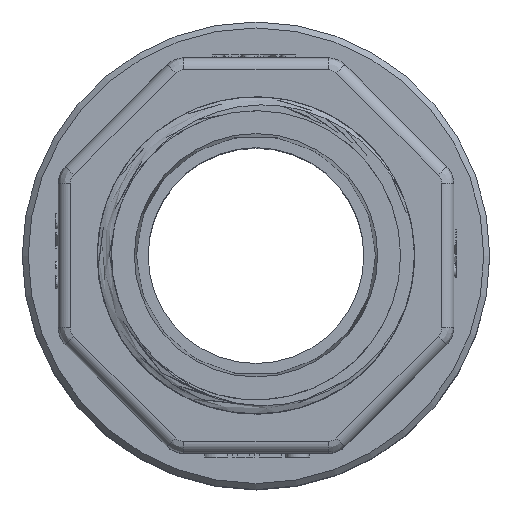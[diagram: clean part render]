
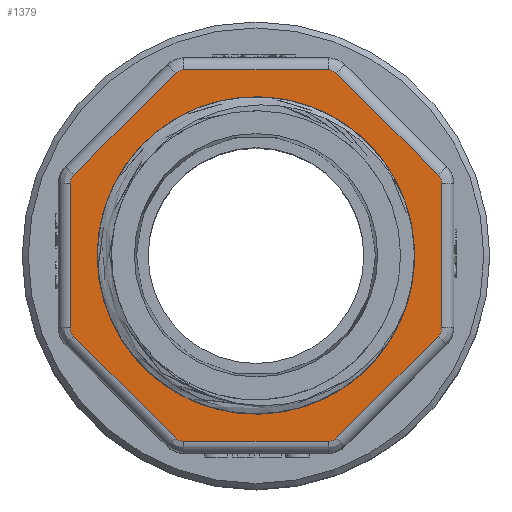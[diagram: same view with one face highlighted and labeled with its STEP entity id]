
A CAD part, top view. The second image highlights one B-rep face of the part: STEP entity #1379.
In plain terms, the highlighted planar face has unit normal (0, 0, 1).
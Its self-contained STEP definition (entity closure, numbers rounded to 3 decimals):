
#130=LINE('',#11789,#352);
#131=LINE('',#11794,#353);
#132=LINE('',#11798,#354);
#133=LINE('',#11802,#355);
#134=LINE('',#11806,#356);
#135=LINE('',#11810,#357);
#136=LINE('',#11814,#358);
#137=LINE('',#11818,#359);
#352=VECTOR('',#5061,1.);
#353=VECTOR('',#5064,1.);
#354=VECTOR('',#5067,1.);
#355=VECTOR('',#5070,1.);
#356=VECTOR('',#5073,1.);
#357=VECTOR('',#5076,1.);
#358=VECTOR('',#5079,1.);
#359=VECTOR('',#5082,1.);
#1096=B_SPLINE_CURVE_WITH_KNOTS('',3,(#11821,#11822,#11823,#11824,#11825,
#11826,#11827,#11828,#11829,#11830),.UNSPECIFIED.,.F.,.F.,(4,2,2,2,4),(0.,
0.25,0.5,0.75,1.),.UNSPECIFIED.);
#1097=B_SPLINE_CURVE_WITH_KNOTS('',3,(#11835,#11836,#11837,#11838,#11839,
#11840,#11841,#11842,#11843,#11844),.UNSPECIFIED.,.F.,.F.,(4,2,2,2,4),(0.,
0.25,0.5,0.75,1.),.UNSPECIFIED.);
#1379=ADVANCED_FACE('',(#1821,#1822),#1640,.T.);
#1640=PLANE('',#4740);
#1821=FACE_BOUND('',#1921,.T.);
#1822=FACE_BOUND('',#1922,.T.);
#1921=EDGE_LOOP('',(#2413,#2414,#2415,#2416,#2417,#2418,#2419,#2420,#2421,
#2422,#2423,#2424,#2425,#2426,#2427,#2428));
#1922=EDGE_LOOP('',(#2429,#2430,#2431,#2432));
#2413=ORIENTED_EDGE('',*,*,#4145,.T.);
#2414=ORIENTED_EDGE('',*,*,#4146,.T.);
#2415=ORIENTED_EDGE('',*,*,#4147,.T.);
#2416=ORIENTED_EDGE('',*,*,#4148,.T.);
#2417=ORIENTED_EDGE('',*,*,#4149,.T.);
#2418=ORIENTED_EDGE('',*,*,#4150,.T.);
#2419=ORIENTED_EDGE('',*,*,#4151,.T.);
#2420=ORIENTED_EDGE('',*,*,#4152,.T.);
#2421=ORIENTED_EDGE('',*,*,#4153,.T.);
#2422=ORIENTED_EDGE('',*,*,#4154,.T.);
#2423=ORIENTED_EDGE('',*,*,#4155,.T.);
#2424=ORIENTED_EDGE('',*,*,#4156,.T.);
#2425=ORIENTED_EDGE('',*,*,#4157,.T.);
#2426=ORIENTED_EDGE('',*,*,#4158,.T.);
#2427=ORIENTED_EDGE('',*,*,#4159,.T.);
#2428=ORIENTED_EDGE('',*,*,#4160,.T.);
#2429=ORIENTED_EDGE('',*,*,#4161,.F.);
#2430=ORIENTED_EDGE('',*,*,#4162,.F.);
#2431=ORIENTED_EDGE('',*,*,#4163,.F.);
#2432=ORIENTED_EDGE('',*,*,#4164,.F.);
#3699=VERTEX_POINT('',#11790);
#3700=VERTEX_POINT('',#11791);
#3701=VERTEX_POINT('',#11793);
#3702=VERTEX_POINT('',#11795);
#3703=VERTEX_POINT('',#11797);
#3704=VERTEX_POINT('',#11799);
#3705=VERTEX_POINT('',#11801);
#3706=VERTEX_POINT('',#11803);
#3707=VERTEX_POINT('',#11805);
#3708=VERTEX_POINT('',#11807);
#3709=VERTEX_POINT('',#11809);
#3710=VERTEX_POINT('',#11811);
#3711=VERTEX_POINT('',#11813);
#3712=VERTEX_POINT('',#11815);
#3713=VERTEX_POINT('',#11817);
#3714=VERTEX_POINT('',#11819);
#3715=VERTEX_POINT('',#11831);
#3716=VERTEX_POINT('',#11832);
#3717=VERTEX_POINT('',#11834);
#3718=VERTEX_POINT('',#11845);
#4145=EDGE_CURVE('',#3699,#3700,#130,.T.);
#4146=EDGE_CURVE('',#3700,#3701,#4626,.T.);
#4147=EDGE_CURVE('',#3701,#3702,#131,.T.);
#4148=EDGE_CURVE('',#3702,#3703,#4627,.T.);
#4149=EDGE_CURVE('',#3703,#3704,#132,.T.);
#4150=EDGE_CURVE('',#3704,#3705,#4628,.T.);
#4151=EDGE_CURVE('',#3705,#3706,#133,.T.);
#4152=EDGE_CURVE('',#3706,#3707,#4629,.T.);
#4153=EDGE_CURVE('',#3707,#3708,#134,.T.);
#4154=EDGE_CURVE('',#3708,#3709,#4630,.T.);
#4155=EDGE_CURVE('',#3709,#3710,#135,.T.);
#4156=EDGE_CURVE('',#3710,#3711,#4631,.T.);
#4157=EDGE_CURVE('',#3711,#3712,#136,.T.);
#4158=EDGE_CURVE('',#3712,#3713,#4632,.T.);
#4159=EDGE_CURVE('',#3713,#3714,#137,.T.);
#4160=EDGE_CURVE('',#3714,#3699,#4633,.T.);
#4161=EDGE_CURVE('',#3715,#3716,#1096,.T.);
#4162=EDGE_CURVE('',#3717,#3715,#4634,.T.);
#4163=EDGE_CURVE('',#3718,#3717,#1097,.T.);
#4164=EDGE_CURVE('',#3716,#3718,#4635,.T.);
#4626=CIRCLE('',#4730,1.);
#4627=CIRCLE('',#4731,1.);
#4628=CIRCLE('',#4732,1.);
#4629=CIRCLE('',#4733,1.);
#4630=CIRCLE('',#4734,1.);
#4631=CIRCLE('',#4735,1.);
#4632=CIRCLE('',#4736,1.);
#4633=CIRCLE('',#4737,1.);
#4634=CIRCLE('',#4738,11.75);
#4635=CIRCLE('',#4739,13.25);
#4730=AXIS2_PLACEMENT_3D('',#11792,#5062,#5063);
#4731=AXIS2_PLACEMENT_3D('',#11796,#5065,#5066);
#4732=AXIS2_PLACEMENT_3D('',#11800,#5068,#5069);
#4733=AXIS2_PLACEMENT_3D('',#11804,#5071,#5072);
#4734=AXIS2_PLACEMENT_3D('',#11808,#5074,#5075);
#4735=AXIS2_PLACEMENT_3D('',#11812,#5077,#5078);
#4736=AXIS2_PLACEMENT_3D('',#11816,#5080,#5081);
#4737=AXIS2_PLACEMENT_3D('',#11820,#5083,#5084);
#4738=AXIS2_PLACEMENT_3D('',#11833,#5085,#5086);
#4739=AXIS2_PLACEMENT_3D('',#11846,#5087,#5088);
#4740=AXIS2_PLACEMENT_3D('',#11847,#5089,#5090);
#5061=DIRECTION('',(0.707,-0.707,0.));
#5062=DIRECTION('',(0.,0.,1.));
#5063=DIRECTION('',(1.,0.,0.));
#5064=DIRECTION('',(1.,0.,0.));
#5065=DIRECTION('',(0.,0.,1.));
#5066=DIRECTION('',(1.,0.,0.));
#5067=DIRECTION('',(0.707,0.707,0.));
#5068=DIRECTION('',(0.,0.,1.));
#5069=DIRECTION('',(1.,0.,0.));
#5070=DIRECTION('',(0.,1.,0.));
#5071=DIRECTION('',(0.,0.,1.));
#5072=DIRECTION('',(1.,0.,0.));
#5073=DIRECTION('',(-0.707,0.707,0.));
#5074=DIRECTION('',(0.,0.,1.));
#5075=DIRECTION('',(1.,0.,0.));
#5076=DIRECTION('',(-1.,0.,0.));
#5077=DIRECTION('',(0.,0.,1.));
#5078=DIRECTION('',(1.,0.,0.));
#5079=DIRECTION('',(-0.707,-0.707,0.));
#5080=DIRECTION('',(0.,0.,1.));
#5081=DIRECTION('',(1.,0.,0.));
#5082=DIRECTION('',(0.,-1.,0.));
#5083=DIRECTION('',(0.,0.,1.));
#5084=DIRECTION('',(1.,0.,0.));
#5085=DIRECTION('',(0.,0.,1.));
#5086=DIRECTION('',(1.,0.,0.));
#5087=DIRECTION('',(0.,0.,1.));
#5088=DIRECTION('',(1.,0.,0.));
#5089=DIRECTION('',(0.,0.,1.));
#5090=DIRECTION('',(-1.,0.,0.));
#11789=CARTESIAN_POINT('',(47.287,-15.207,28.5));
#11790=CARTESIAN_POINT('',(38.793,-6.713,28.5));
#11791=CARTESIAN_POINT('',(47.287,-15.207,28.5));
#11792=CARTESIAN_POINT('',(47.994,-14.5,28.5));
#11793=CARTESIAN_POINT('',(47.994,-15.5,28.5));
#11794=CARTESIAN_POINT('',(60.006,-15.5,28.5));
#11795=CARTESIAN_POINT('',(60.006,-15.5,28.5));
#11796=CARTESIAN_POINT('',(60.006,-14.5,28.5));
#11797=CARTESIAN_POINT('',(60.713,-15.207,28.5));
#11798=CARTESIAN_POINT('',(69.207,-6.713,28.5));
#11799=CARTESIAN_POINT('',(69.207,-6.713,28.5));
#11800=CARTESIAN_POINT('',(68.5,-6.006,28.5));
#11801=CARTESIAN_POINT('',(69.5,-6.006,28.5));
#11802=CARTESIAN_POINT('',(69.5,6.006,28.5));
#11803=CARTESIAN_POINT('',(69.5,6.006,28.5));
#11804=CARTESIAN_POINT('',(68.5,6.006,28.5));
#11805=CARTESIAN_POINT('',(69.207,6.713,28.5));
#11806=CARTESIAN_POINT('',(60.713,15.207,28.5));
#11807=CARTESIAN_POINT('',(60.713,15.207,28.5));
#11808=CARTESIAN_POINT('',(60.006,14.5,28.5));
#11809=CARTESIAN_POINT('',(60.006,15.5,28.5));
#11810=CARTESIAN_POINT('',(47.994,15.5,28.5));
#11811=CARTESIAN_POINT('',(47.994,15.5,28.5));
#11812=CARTESIAN_POINT('',(47.994,14.5,28.5));
#11813=CARTESIAN_POINT('',(47.287,15.207,28.5));
#11814=CARTESIAN_POINT('',(38.793,6.713,28.5));
#11815=CARTESIAN_POINT('',(38.793,6.713,28.5));
#11816=CARTESIAN_POINT('',(39.5,6.006,28.5));
#11817=CARTESIAN_POINT('',(38.5,6.006,28.5));
#11818=CARTESIAN_POINT('',(38.5,-6.006,28.5));
#11819=CARTESIAN_POINT('',(38.5,-6.006,28.5));
#11820=CARTESIAN_POINT('',(39.5,-6.006,28.5));
#11821=CARTESIAN_POINT('',(65.66,1.454,28.5));
#11822=CARTESIAN_POINT('',(65.44,4.301,28.5));
#11823=CARTESIAN_POINT('',(64.152,7.02,28.5));
#11824=CARTESIAN_POINT('',(60.126,11.002,28.5));
#11825=CARTESIAN_POINT('',(57.384,12.257,28.5));
#11826=CARTESIAN_POINT('',(51.754,12.762,28.5));
#11827=CARTESIAN_POINT('',(48.837,12.017,28.5));
#11828=CARTESIAN_POINT('',(44.114,8.918,28.5));
#11829=CARTESIAN_POINT('',(42.278,6.572,28.5));
#11830=CARTESIAN_POINT('',(41.33,3.876,28.5));
#11831=CARTESIAN_POINT('',(65.66,1.454,28.5));
#11832=CARTESIAN_POINT('',(41.33,3.876,28.5));
#11833=CARTESIAN_POINT('',(54.,0.,28.5));
#11834=CARTESIAN_POINT('',(65.66,-1.454,28.5));
#11835=CARTESIAN_POINT('',(41.33,-3.876,28.5));
#11836=CARTESIAN_POINT('',(42.277,-6.568,28.5));
#11837=CARTESIAN_POINT('',(44.117,-8.923,28.5));
#11838=CARTESIAN_POINT('',(48.851,-12.023,28.5));
#11839=CARTESIAN_POINT('',(51.754,-12.764,28.5));
#11840=CARTESIAN_POINT('',(57.398,-12.254,28.5));
#11841=CARTESIAN_POINT('',(60.128,-11.002,28.5));
#11842=CARTESIAN_POINT('',(64.156,-7.015,28.5));
#11843=CARTESIAN_POINT('',(65.439,-4.306,28.5));
#11844=CARTESIAN_POINT('',(65.66,-1.454,28.5));
#11845=CARTESIAN_POINT('',(41.33,-3.876,28.5));
#11846=CARTESIAN_POINT('',(54.,0.,28.5));
#11847=CARTESIAN_POINT('',(54.,0.,28.5));
